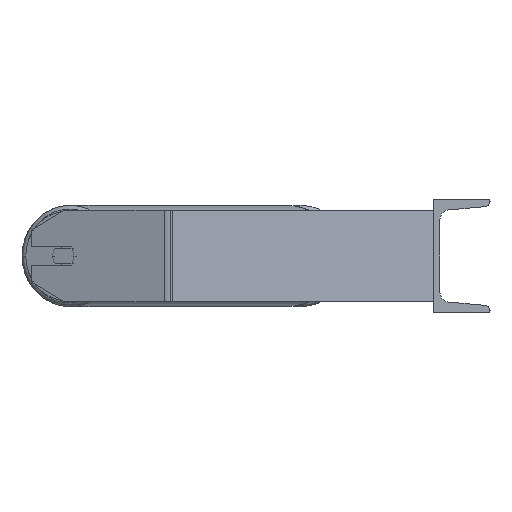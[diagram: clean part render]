
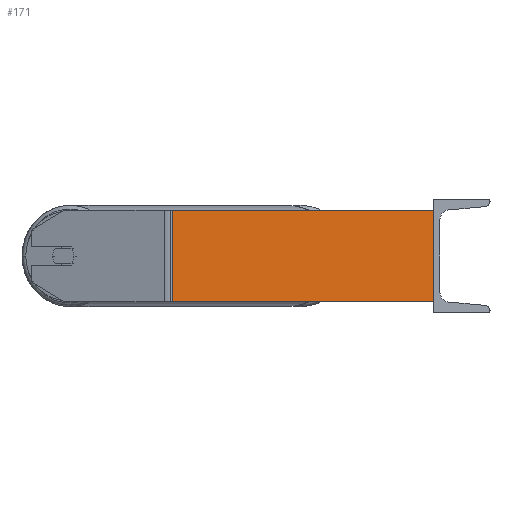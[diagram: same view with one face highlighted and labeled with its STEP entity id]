
A CAD part, left-side view. The second image highlights one B-rep face of the part: STEP entity #171.
In plain terms, the highlighted planar face has unit normal (-0.996, -0.087, 0).
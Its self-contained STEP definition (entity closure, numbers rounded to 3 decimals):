
#171 = ADVANCED_FACE ( 'NONE', ( #2652 ), #8091, .F. ) ;
#294 = LINE ( 'NONE', #6668, #6347 ) ;
#791 = DIRECTION ( 'NONE',  ( 0., 0., -1. ) ) ;
#1129 = CARTESIAN_POINT ( 'NONE',  ( -905.379, 232.932, 40. ) ) ;
#1368 = LINE ( 'NONE', #2973, #4856 ) ;
#1398 = EDGE_CURVE ( 'NONE', #8340, #8457, #294, .T. ) ;
#1588 = VECTOR ( 'NONE', #791, 1000. ) ;
#1871 = CARTESIAN_POINT ( 'NONE',  ( -905.379, 232.932, -40. ) ) ;
#2121 = EDGE_LOOP ( 'NONE', ( #7123, #6748, #5751, #2355 ) ) ;
#2355 = ORIENTED_EDGE ( 'NONE', *, *, #5071, .T. ) ;
#2652 = FACE_OUTER_BOUND ( 'NONE', #2121, .T. ) ;
#2669 = DIRECTION ( 'NONE',  ( 0.087, -0.996, 0. ) ) ;
#2973 = CARTESIAN_POINT ( 'NONE',  ( -905.379, 232.932, 40. ) ) ;
#3439 = CARTESIAN_POINT ( 'NONE',  ( -885., 0., -40. ) ) ;
#4251 = LINE ( 'NONE', #7121, #1588 ) ;
#4367 = VECTOR ( 'NONE', #2669, 1000. ) ;
#4543 = EDGE_CURVE ( 'NONE', #6695, #8457, #8198, .T. ) ;
#4856 = VECTOR ( 'NONE', #7227, 1000. ) ;
#5071 = EDGE_CURVE ( 'NONE', #5919, #6695, #4251, .T. ) ;
#5367 = DIRECTION ( 'NONE',  ( 0.996, 0.087, 0. ) ) ;
#5751 = ORIENTED_EDGE ( 'NONE', *, *, #6898, .F. ) ;
#5919 = VERTEX_POINT ( 'NONE', #6597 ) ;
#6347 = VECTOR ( 'NONE', #8233, 1000. ) ;
#6597 = CARTESIAN_POINT ( 'NONE',  ( -905.07, 229.398, 40. ) ) ;
#6668 = CARTESIAN_POINT ( 'NONE',  ( -885., 0., 40. ) ) ;
#6695 = VERTEX_POINT ( 'NONE', #6774 ) ;
#6748 = ORIENTED_EDGE ( 'NONE', *, *, #1398, .F. ) ;
#6774 = CARTESIAN_POINT ( 'NONE',  ( -905.07, 229.398, -40. ) ) ;
#6898 = EDGE_CURVE ( 'NONE', #5919, #8340, #1368, .T. ) ;
#7121 = CARTESIAN_POINT ( 'NONE',  ( -905.07, 229.398, 40. ) ) ;
#7123 = ORIENTED_EDGE ( 'NONE', *, *, #4543, .T. ) ;
#7227 = DIRECTION ( 'NONE',  ( 0.087, -0.996, 0. ) ) ;
#7353 = AXIS2_PLACEMENT_3D ( 'NONE', #1129, #5367, #7585 ) ;
#7585 = DIRECTION ( 'NONE',  ( -0.087, 0.996, 0. ) ) ;
#8091 = PLANE ( 'NONE',  #7353 ) ;
#8198 = LINE ( 'NONE', #1871, #4367 ) ;
#8233 = DIRECTION ( 'NONE',  ( 0., 0., -1. ) ) ;
#8340 = VERTEX_POINT ( 'NONE', #8953 ) ;
#8457 = VERTEX_POINT ( 'NONE', #3439 ) ;
#8953 = CARTESIAN_POINT ( 'NONE',  ( -885., 0., 40. ) ) ;
